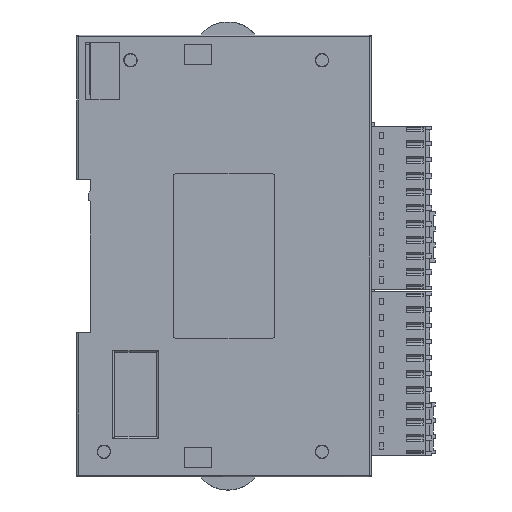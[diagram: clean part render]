
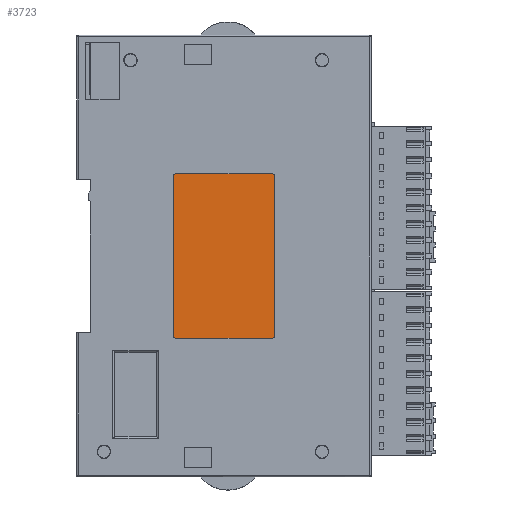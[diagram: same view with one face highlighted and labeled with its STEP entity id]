
A CAD part, left-side view. The second image highlights one B-rep face of the part: STEP entity #3723.
In plain terms, the highlighted planar face has unit normal (-1, 0, 0).
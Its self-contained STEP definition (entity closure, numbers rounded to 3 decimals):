
#456=(
BOUNDED_CURVE()
B_SPLINE_CURVE(2,(#307083,#307084,#307085),.UNSPECIFIED.,.F.,.F.)
B_SPLINE_CURVE_WITH_KNOTS((3,3),(0.,1.),.UNSPECIFIED.)
CURVE()
GEOMETRIC_REPRESENTATION_ITEM()
RATIONAL_B_SPLINE_CURVE((1.,0.707,1.))
REPRESENTATION_ITEM('')
);
#458=(
BOUNDED_CURVE()
B_SPLINE_CURVE(2,(#307099,#307100,#307101),.UNSPECIFIED.,.F.,.F.)
B_SPLINE_CURVE_WITH_KNOTS((3,3),(0.,1.),.UNSPECIFIED.)
CURVE()
GEOMETRIC_REPRESENTATION_ITEM()
RATIONAL_B_SPLINE_CURVE((1.,0.707,1.))
REPRESENTATION_ITEM('')
);
#479=(
BOUNDED_CURVE()
B_SPLINE_CURVE(2,(#308482,#308483,#308484),.UNSPECIFIED.,.F.,.F.)
B_SPLINE_CURVE_WITH_KNOTS((3,3),(-1.,0.),.UNSPECIFIED.)
CURVE()
GEOMETRIC_REPRESENTATION_ITEM()
RATIONAL_B_SPLINE_CURVE((1.,0.707,1.))
REPRESENTATION_ITEM('')
);
#481=(
BOUNDED_CURVE()
B_SPLINE_CURVE(2,(#308492,#308493,#308494),.UNSPECIFIED.,.F.,.F.)
B_SPLINE_CURVE_WITH_KNOTS((3,3),(-1.,0.),.UNSPECIFIED.)
CURVE()
GEOMETRIC_REPRESENTATION_ITEM()
RATIONAL_B_SPLINE_CURVE((1.,0.707,1.))
REPRESENTATION_ITEM('')
);
#3723=ADVANCED_FACE('',(#6468),#178057,.T.);
#6468=FACE_OUTER_BOUND('',#9508,.T.);
#9508=EDGE_LOOP('',(#53815,#53816,#53817,#53818,#53819,#53820,#53821,#53822));
#53815=ORIENTED_EDGE('',*,*,#96383,.F.);
#53816=ORIENTED_EDGE('',*,*,#97004,.T.);
#53817=ORIENTED_EDGE('',*,*,#96386,.T.);
#53818=ORIENTED_EDGE('',*,*,#97000,.T.);
#53819=ORIENTED_EDGE('',*,*,#96384,.F.);
#53820=ORIENTED_EDGE('',*,*,#96353,.F.);
#53821=ORIENTED_EDGE('',*,*,#96357,.F.);
#53822=ORIENTED_EDGE('',*,*,#96360,.F.);
#96353=EDGE_CURVE('',#175330,#175331,#456,.T.);
#96357=EDGE_CURVE('',#175334,#175330,#136455,.T.);
#96360=EDGE_CURVE('',#175336,#175334,#458,.T.);
#96383=EDGE_CURVE('',#175357,#175336,#136477,.T.);
#96384=EDGE_CURVE('',#175331,#175358,#136478,.T.);
#96386=EDGE_CURVE('',#175359,#175360,#136480,.T.);
#97000=EDGE_CURVE('',#175360,#175358,#479,.T.);
#97004=EDGE_CURVE('',#175357,#175359,#481,.T.);
#136455=B_SPLINE_CURVE_WITH_KNOTS('',1,(#307093,#307094),.UNSPECIFIED.,
 .F.,.F.,(2,2),(0.,23.),.UNSPECIFIED.);
#136477=B_SPLINE_CURVE_WITH_KNOTS('',1,(#307189,#307190),.UNSPECIFIED.,
 .F.,.F.,(2,2),(0.,38.),.UNSPECIFIED.);
#136478=B_SPLINE_CURVE_WITH_KNOTS('',1,(#307191,#307192),.UNSPECIFIED.,
 .F.,.F.,(2,2),(0.,38.),.UNSPECIFIED.);
#136480=B_SPLINE_CURVE_WITH_KNOTS('',1,(#307195,#307196),.UNSPECIFIED.,
 .F.,.F.,(2,2),(0.,23.),.UNSPECIFIED.);
#175330=VERTEX_POINT('',#295142);
#175331=VERTEX_POINT('',#295143);
#175334=VERTEX_POINT('',#295146);
#175336=VERTEX_POINT('',#295148);
#175357=VERTEX_POINT('',#295169);
#175358=VERTEX_POINT('',#295170);
#175359=VERTEX_POINT('',#295171);
#175360=VERTEX_POINT('',#295172);
#178057=PLANE('',#180731);
#180731=AXIS2_PLACEMENT_3D('',#289508,#183396,$);
#183396=DIRECTION('',(-1.,0.,0.));
#289508=CARTESIAN_POINT('',(-140.627,-75.951,-55.389));
#295142=CARTESIAN_POINT('',(-140.627,-101.863,-12.477));
#295143=CARTESIAN_POINT('',(-140.627,-102.363,-12.977));
#295146=CARTESIAN_POINT('',(-140.627,-78.863,-12.477));
#295148=CARTESIAN_POINT('',(-140.627,-78.363,-12.977));
#295169=CARTESIAN_POINT('',(-140.627,-78.363,-50.977));
#295170=CARTESIAN_POINT('',(-140.627,-102.363,-50.977));
#295171=CARTESIAN_POINT('',(-140.627,-78.863,-51.477));
#295172=CARTESIAN_POINT('',(-140.627,-101.863,-51.477));
#307083=CARTESIAN_POINT('',(-140.627,-101.863,-12.477));
#307084=CARTESIAN_POINT('',(-140.627,-102.363,-12.477));
#307085=CARTESIAN_POINT('',(-140.627,-102.363,-12.977));
#307093=CARTESIAN_POINT('',(-140.627,-78.863,-12.477));
#307094=CARTESIAN_POINT('',(-140.627,-101.863,-12.477));
#307099=CARTESIAN_POINT('',(-140.627,-78.363,-12.977));
#307100=CARTESIAN_POINT('',(-140.627,-78.363,-12.477));
#307101=CARTESIAN_POINT('',(-140.627,-78.863,-12.477));
#307189=CARTESIAN_POINT('',(-140.627,-78.363,-50.977));
#307190=CARTESIAN_POINT('',(-140.627,-78.363,-12.977));
#307191=CARTESIAN_POINT('',(-140.627,-102.363,-12.977));
#307192=CARTESIAN_POINT('',(-140.627,-102.363,-50.977));
#307195=CARTESIAN_POINT('',(-140.627,-78.863,-51.477));
#307196=CARTESIAN_POINT('',(-140.627,-101.863,-51.477));
#308482=CARTESIAN_POINT('',(-140.627,-101.863,-51.477));
#308483=CARTESIAN_POINT('',(-140.627,-102.363,-51.477));
#308484=CARTESIAN_POINT('',(-140.627,-102.363,-50.977));
#308492=CARTESIAN_POINT('',(-140.627,-78.363,-50.977));
#308493=CARTESIAN_POINT('',(-140.627,-78.363,-51.477));
#308494=CARTESIAN_POINT('',(-140.627,-78.863,-51.477));
